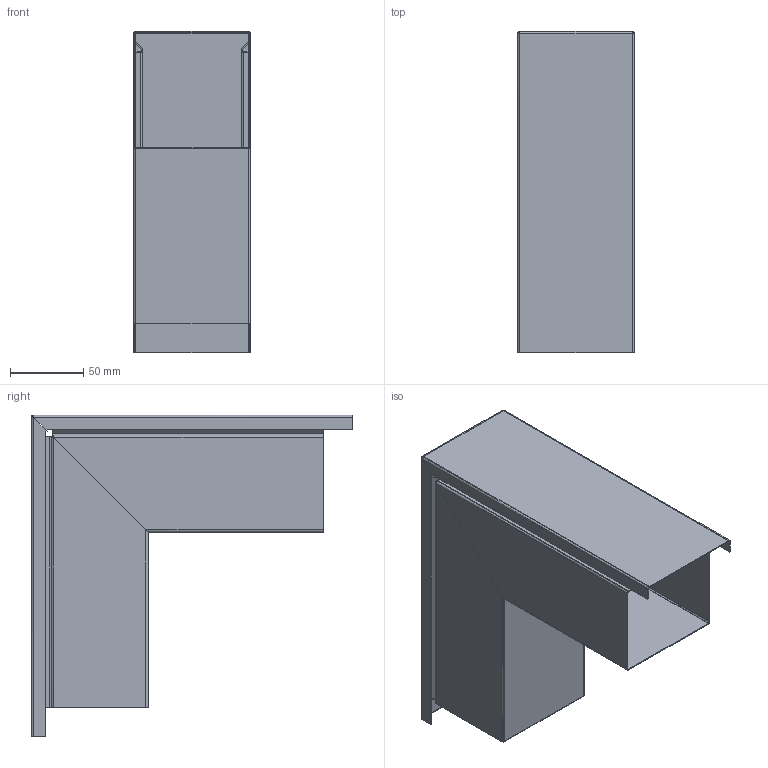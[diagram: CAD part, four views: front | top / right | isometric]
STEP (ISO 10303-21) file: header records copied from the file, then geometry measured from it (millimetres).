
FILE_DESCRIPTION (( 'STEP AP214' ), '1' );
FILE_NAME ('6248332.stp', '2016-10-05T11:51:11', ( '' ), ( '' ), 'SwSTEP 2.0', 'SolidWorks 2014', '' );
FILE_SCHEMA (( 'AUTOMOTIVE_DESIGN' ));
Length unit declared in the file: millimetre
Products named in the file (4): Oberteil; Unterteil_kompl; Unterteil.1; 6248332
Assembly tree (4 placements, depth 3):
  6248332
    Unterteil_kompl
      Unterteil.1  x2
    Oberteil
Bounding box: 80.05 x 219.99 x 219.99 mm (x, y, z)
Volume: 83448 mm3; surface area: 224708.3 mm2
Topology: 3 solids, 3 shells, 158 faces, 411 edges, 258 vertices
Faces by surface type: plane 70, cylinder 56, bspline 32
Entity records: 6384 total; most frequent: CARTESIAN_POINT 2804, ORIENTED_EDGE 528, DIRECTION 466, EDGE_CURVE 264, VERTEX_POINT 163, LINE 162, VECTOR 162, AXIS2_PLACEMENT_3D 152
